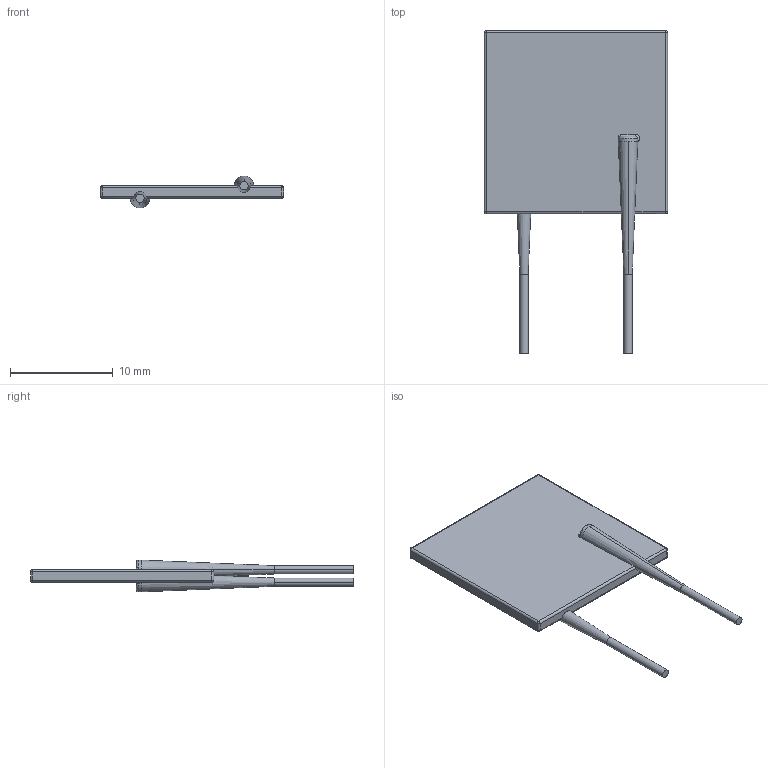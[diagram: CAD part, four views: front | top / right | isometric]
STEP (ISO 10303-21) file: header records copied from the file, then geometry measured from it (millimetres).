
FILE_DESCRIPTION((''),'2;1');
FILE_NAME('MF-RX250_72','2012-07-25T',('ryans'),('Bourns, Inc.'),'PRO/ENGINEER BY PARAMETRIC TECHNOLOGY CORPORATION, 2010100','PRO/ENGINEER BY PARAMETRIC TECHNOLOGY CORPORATION, 2010100','');
FILE_SCHEMA(('CONFIG_CONTROL_DESIGN'));
Length unit declared in the file: millimetre
Products named in the file (1): MF-RX250_72
Bounding box: 17.84 x 31.44 x 3.1 mm (x, y, z)
Volume: 414.9 mm3; surface area: 803.8 mm2
Topology: 1 solids, 1 shells, 50 faces, 113 edges, 65 vertices
Faces by surface type: cylinder 22, plane 10, sphere 8, cone 4, bspline 4, torus 2
Entity records: 1752 total; most frequent: CARTESIAN_POINT 616, DIRECTION 236, ORIENTED_EDGE 226, EDGE_CURVE 113, AXIS2_PLACEMENT_3D 95, VERTEX_POINT 65, EDGE_LOOP 50, FACE_OUTER_BOUND 50
